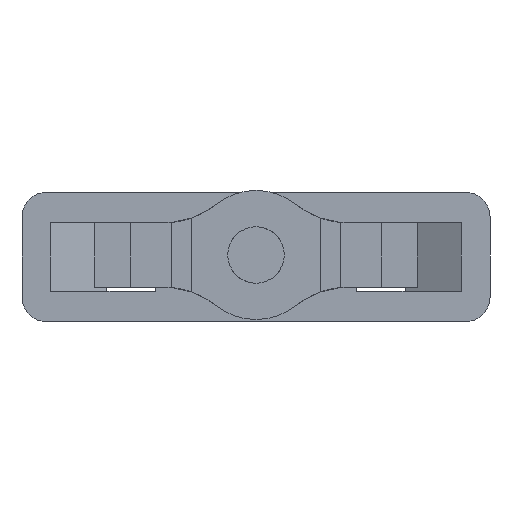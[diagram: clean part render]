
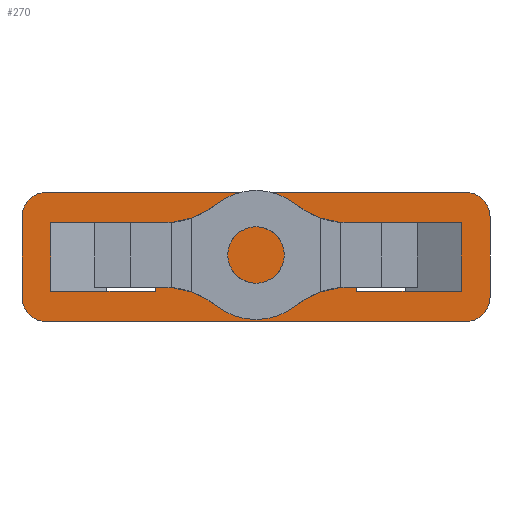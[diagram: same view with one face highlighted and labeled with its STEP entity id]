
A CAD part, front view. The second image highlights one B-rep face of the part: STEP entity #270.
In plain terms, the highlighted planar face has unit normal (0, -1, 0).
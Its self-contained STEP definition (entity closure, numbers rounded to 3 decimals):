
#270=ADVANCED_FACE('',(#672,#673,#674),#675,.T.);
#672=FACE_OUTER_BOUND('',#1210,.T.);
#673=FACE_BOUND('',#1211,.T.);
#674=FACE_BOUND('',#1212,.T.);
#675=PLANE('',#1213);
#1210=EDGE_LOOP('',(#2825,#2826,#2827,#2828,#2829,#2830,#2831,#2832));
#1211=EDGE_LOOP('',(#2833,#2834,#2835,#2836));
#1212=EDGE_LOOP('',(#2837,#2838,#2839,#2840));
#1213=AXIS2_PLACEMENT_3D('',#2841,#2842,#2843);
#2825=ORIENTED_EDGE('',*,*,#3902,.F.);
#2826=ORIENTED_EDGE('',*,*,#3903,.F.);
#2827=ORIENTED_EDGE('',*,*,#3904,.F.);
#2828=ORIENTED_EDGE('',*,*,#3905,.F.);
#2829=ORIENTED_EDGE('',*,*,#3906,.F.);
#2830=ORIENTED_EDGE('',*,*,#3907,.F.);
#2831=ORIENTED_EDGE('',*,*,#3908,.F.);
#2832=ORIENTED_EDGE('',*,*,#3909,.F.);
#2833=ORIENTED_EDGE('',*,*,#3910,.F.);
#2834=ORIENTED_EDGE('',*,*,#3911,.T.);
#2835=ORIENTED_EDGE('',*,*,#3912,.T.);
#2836=ORIENTED_EDGE('',*,*,#3913,.F.);
#2837=ORIENTED_EDGE('',*,*,#3914,.F.);
#2838=ORIENTED_EDGE('',*,*,#3915,.F.);
#2839=ORIENTED_EDGE('',*,*,#3916,.T.);
#2840=ORIENTED_EDGE('',*,*,#3917,.T.);
#2841=CARTESIAN_POINT('',(26.736,-18.226,6.381));
#2842=DIRECTION('',(0.,-1.0,0.));
#2843=DIRECTION('',(0.,0.,-1.0));
#3902=EDGE_CURVE('',#4910,#4911,#4912,.T.);
#3903=EDGE_CURVE('',#4913,#4910,#4914,.T.);
#3904=EDGE_CURVE('',#4915,#4913,#4916,.T.);
#3905=EDGE_CURVE('',#4917,#4915,#4918,.T.);
#3906=EDGE_CURVE('',#4919,#4917,#4920,.T.);
#3907=EDGE_CURVE('',#4921,#4919,#4922,.T.);
#3908=EDGE_CURVE('',#4923,#4921,#4924,.T.);
#3909=EDGE_CURVE('',#4911,#4923,#4925,.T.);
#3910=EDGE_CURVE('',#4926,#4927,#4928,.T.);
#3911=EDGE_CURVE('',#4926,#4929,#4930,.T.);
#3912=EDGE_CURVE('',#4929,#4931,#4932,.T.);
#3913=EDGE_CURVE('',#4927,#4931,#4933,.T.);
#3914=EDGE_CURVE('',#4934,#4935,#4936,.T.);
#3915=EDGE_CURVE('',#4937,#4934,#4938,.T.);
#3916=EDGE_CURVE('',#4937,#4939,#4940,.T.);
#3917=EDGE_CURVE('',#4939,#4935,#4941,.T.);
#4910=VERTEX_POINT('',#6482);
#4911=VERTEX_POINT('',#6483);
#4912=CIRCLE('',#6484,3.0);
#4913=VERTEX_POINT('',#6485);
#4914=LINE('',#6486,#6487);
#4915=VERTEX_POINT('',#6488);
#4916=CIRCLE('',#6489,3.0);
#4917=VERTEX_POINT('',#6490);
#4918=LINE('',#6491,#6492);
#4919=VERTEX_POINT('',#6493);
#4920=CIRCLE('',#6494,3.0);
#4921=VERTEX_POINT('',#6495);
#4922=LINE('',#6496,#6497);
#4923=VERTEX_POINT('',#6498);
#4924=CIRCLE('',#6499,3.0);
#4925=LINE('',#6500,#6501);
#4926=VERTEX_POINT('',#6502);
#4927=VERTEX_POINT('',#6503);
#4928=LINE('',#6504,#6505);
#4929=VERTEX_POINT('',#6506);
#4930=LINE('',#6507,#6508);
#4931=VERTEX_POINT('',#6509);
#4932=LINE('',#6510,#6511);
#4933=LINE('',#6512,#6513);
#4934=VERTEX_POINT('',#6514);
#4935=VERTEX_POINT('',#6515);
#4936=LINE('',#6516,#6517);
#4937=VERTEX_POINT('',#6518);
#4938=LINE('',#6519,#6520);
#4939=VERTEX_POINT('',#6521);
#4940=LINE('',#6522,#6523);
#4941=LINE('',#6524,#6525);
#6482=CARTESIAN_POINT('',(26.736,-18.226,9.381));
#6483=CARTESIAN_POINT('',(29.736,-18.226,6.381));
#6484=AXIS2_PLACEMENT_3D('',#7500,#7501,#7502);
#6485=CARTESIAN_POINT('',(-25.264,-18.226,9.381));
#6486=CARTESIAN_POINT('',(26.736,-18.226,9.381));
#6487=VECTOR('',#7503,1000.0);
#6488=CARTESIAN_POINT('',(-28.264,-18.226,6.381));
#6489=AXIS2_PLACEMENT_3D('',#7504,#7505,#7506);
#6490=CARTESIAN_POINT('',(-28.264,-18.226,-3.619));
#6491=CARTESIAN_POINT('',(-28.264,-18.226,6.381));
#6492=VECTOR('',#7507,1000.0);
#6493=CARTESIAN_POINT('',(-25.264,-18.226,-6.619));
#6494=AXIS2_PLACEMENT_3D('',#7508,#7509,#7510);
#6495=CARTESIAN_POINT('',(26.736,-18.226,-6.619));
#6496=CARTESIAN_POINT('',(26.736,-18.226,-6.619));
#6497=VECTOR('',#7511,1000.0);
#6498=CARTESIAN_POINT('',(29.736,-18.226,-3.619));
#6499=AXIS2_PLACEMENT_3D('',#7512,#7513,#7514);
#6500=CARTESIAN_POINT('',(29.736,-18.226,6.381));
#6501=VECTOR('',#7515,1000.0);
#6502=CARTESIAN_POINT('',(-24.693,-18.226,-2.869));
#6503=CARTESIAN_POINT('',(-11.764,-18.226,-2.869));
#6504=CARTESIAN_POINT('',(-11.764,-18.226,-2.869));
#6505=VECTOR('',#7516,1000.0);
#6506=CARTESIAN_POINT('',(-24.693,-18.226,5.631));
#6507=CARTESIAN_POINT('',(-24.693,-18.226,-2.869));
#6508=VECTOR('',#7517,1000.0);
#6509=CARTESIAN_POINT('',(-11.764,-18.226,5.631));
#6510=CARTESIAN_POINT('',(-11.764,-18.226,5.631));
#6511=VECTOR('',#7518,1000.0);
#6512=CARTESIAN_POINT('',(-11.764,-18.226,-2.869));
#6513=VECTOR('',#7519,1000.0);
#6514=CARTESIAN_POINT('',(26.164,-18.226,-2.869));
#6515=CARTESIAN_POINT('',(26.164,-18.226,5.631));
#6516=CARTESIAN_POINT('',(26.164,-18.226,-2.869));
#6517=VECTOR('',#7520,1000.0);
#6518=CARTESIAN_POINT('',(13.236,-18.226,-2.869));
#6519=CARTESIAN_POINT('',(13.236,-18.226,-2.869));
#6520=VECTOR('',#7521,1000.0);
#6521=CARTESIAN_POINT('',(13.236,-18.226,5.631));
#6522=CARTESIAN_POINT('',(13.236,-18.226,-2.869));
#6523=VECTOR('',#7522,1000.0);
#6524=CARTESIAN_POINT('',(13.236,-18.226,5.631));
#6525=VECTOR('',#7523,1000.0);
#7500=CARTESIAN_POINT('',(26.736,-18.226,6.381));
#7501=DIRECTION('',(0.,1.0,0.));
#7502=DIRECTION('',(1.0,0.,0.));
#7503=DIRECTION('',(1.0,0.,0.));
#7504=CARTESIAN_POINT('',(-25.264,-18.226,6.381));
#7505=DIRECTION('',(0.,1.0,0.));
#7506=DIRECTION('',(-1.0,0.,0.));
#7507=DIRECTION('',(0.,0.,1.0));
#7508=CARTESIAN_POINT('',(-25.264,-18.226,-3.619));
#7509=DIRECTION('',(0.,1.0,0.));
#7510=DIRECTION('',(-1.0,0.,0.));
#7511=DIRECTION('',(-1.0,0.,0.));
#7512=CARTESIAN_POINT('',(26.736,-18.226,-3.619));
#7513=DIRECTION('',(0.,1.0,0.));
#7514=DIRECTION('',(-1.0,0.,0.));
#7515=DIRECTION('',(0.,0.,-1.0));
#7516=DIRECTION('',(1.0,0.,0.));
#7517=DIRECTION('',(0.,0.,1.0));
#7518=DIRECTION('',(1.0,0.,0.));
#7519=DIRECTION('',(0.,0.,1.0));
#7520=DIRECTION('',(0.,0.,1.0));
#7521=DIRECTION('',(1.0,0.,0.));
#7522=DIRECTION('',(0.,0.,1.0));
#7523=DIRECTION('',(1.0,0.,0.));
